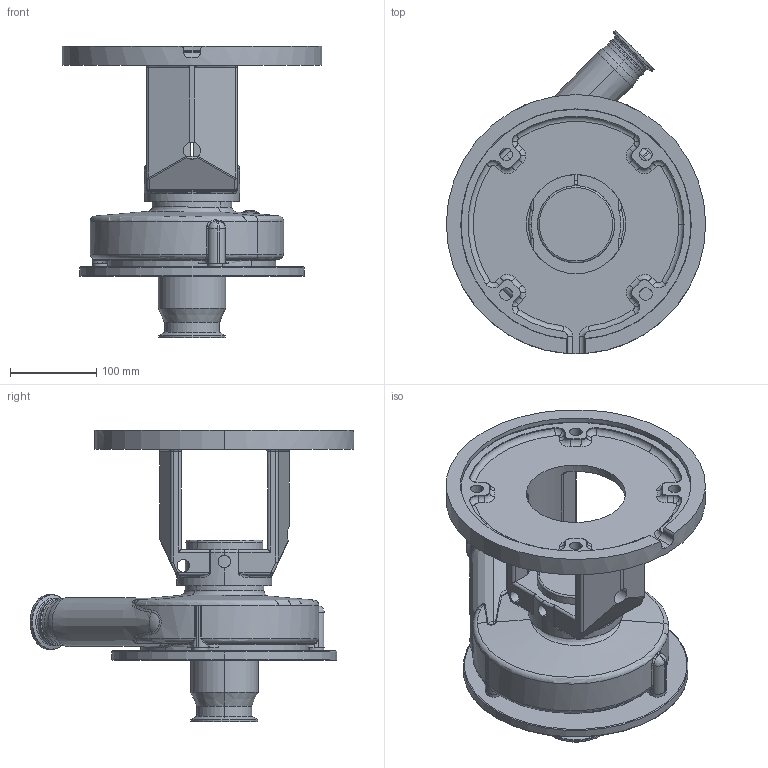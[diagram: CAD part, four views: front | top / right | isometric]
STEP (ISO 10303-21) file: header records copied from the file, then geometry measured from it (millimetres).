
FILE_DESCRIPTION (( 'STEP AP214' ), '1' );
FILE_NAME ('FPR 3531-3532 280TC 45L.STEP', '2022-12-21T17:32:36', ( '' ), ( '' ), 'SwSTEP 2.0', 'SolidWorks 2021', '' );
FILE_SCHEMA (( 'AUTOMOTIVE_DESIGN' ));
Length unit declared in the file: millimetre
Products named in the file (1): FPR 3531-3532 280TC 45L
Bounding box: 300 x 374.83 x 337.5 mm (x, y, z)
Volume: 4388281.8 mm3; surface area: 539218.2 mm2
Topology: 1 solids, 1 shells, 530 faces, 1314 edges, 775 vertices
Faces by surface type: cylinder 202, torus 122, plane 81, bspline 71, cone 34, sphere 20
Entity records: 22024 total; most frequent: CARTESIAN_POINT 9772, DIRECTION 2631, ORIENTED_EDGE 2604, EDGE_CURVE 1302, AXIS2_PLACEMENT_3D 1123, VERTEX_POINT 774, CIRCLE 663, EDGE_LOOP 558
